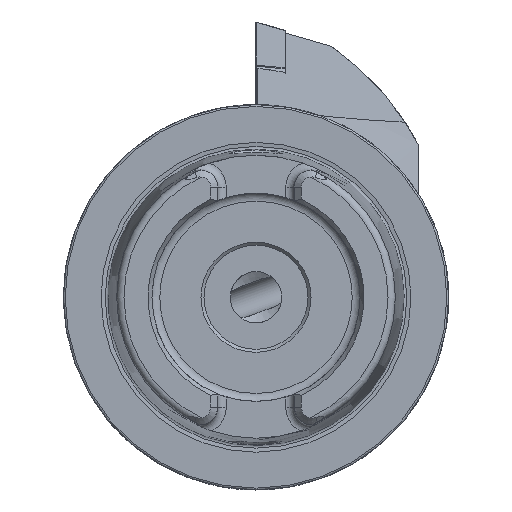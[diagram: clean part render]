
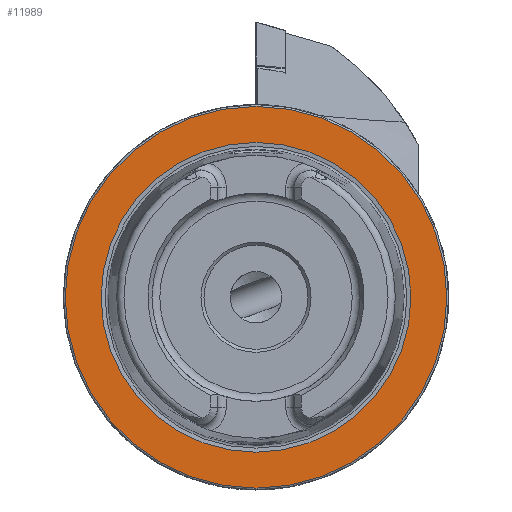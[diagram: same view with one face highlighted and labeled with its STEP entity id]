
A CAD part, left-side view. The second image highlights one B-rep face of the part: STEP entity #11989.
In plain terms, the highlighted planar face has unit normal (-1, 0, 0).
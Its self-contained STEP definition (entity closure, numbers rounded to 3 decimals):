
#500 = ORIENTED_EDGE ( 'NONE', *, *, #1353, .T. ) ;
#1109 = EDGE_LOOP ( 'NONE', ( #7853 ) ) ;
#1187 = FACE_OUTER_BOUND ( 'NONE', #2712, .T. ) ;
#1353 = EDGE_CURVE ( 'NONE', #11287, #11287, #10817, .T. ) ;
#1590 = DIRECTION ( 'NONE',  ( 0., 0., -1. ) ) ;
#1965 = FACE_BOUND ( 'NONE', #1109, .T. ) ;
#2515 = DIRECTION ( 'NONE',  ( 0., 0., 1. ) ) ;
#2712 = EDGE_LOOP ( 'NONE', ( #500 ) ) ;
#5218 = EDGE_CURVE ( 'NONE', #7504, #7504, #11528, .T. ) ;
#6390 = AXIS2_PLACEMENT_3D ( 'NONE', #11083, #8123, #8256 ) ;
#6539 = PLANE ( 'NONE',  #9250 ) ;
#7504 = VERTEX_POINT ( 'NONE', #9850 ) ;
#7853 = ORIENTED_EDGE ( 'NONE', *, *, #5218, .F. ) ;
#8123 = DIRECTION ( 'NONE',  ( -1., 0., 0. ) ) ;
#8256 = DIRECTION ( 'NONE',  ( 0., 0., 1. ) ) ;
#8492 = CARTESIAN_POINT ( 'NONE',  ( 0., 0., 31.2 ) ) ;
#8657 = CARTESIAN_POINT ( 'NONE',  ( 0., 31.2, 0. ) ) ;
#8701 = DIRECTION ( 'NONE',  ( 1., 0., 0. ) ) ;
#8962 = AXIS2_PLACEMENT_3D ( 'NONE', #11687, #11644, #2515 ) ;
#9250 = AXIS2_PLACEMENT_3D ( 'NONE', #8657, #8701, #1590 ) ;
#9850 = CARTESIAN_POINT ( 'NONE',  ( 0., 0., 25.324 ) ) ;
#10817 = CIRCLE ( 'NONE', #8962, 31.2 ) ;
#11083 = CARTESIAN_POINT ( 'NONE',  ( 0., 0., 0. ) ) ;
#11287 = VERTEX_POINT ( 'NONE', #8492 ) ;
#11528 = CIRCLE ( 'NONE', #6390, 25.324 ) ;
#11644 = DIRECTION ( 'NONE',  ( -1., 0., 0. ) ) ;
#11687 = CARTESIAN_POINT ( 'NONE',  ( 0., 0., 0. ) ) ;
#11989 = ADVANCED_FACE ( 'NONE', ( #1965, #1187 ), #6539, .F. ) ;
